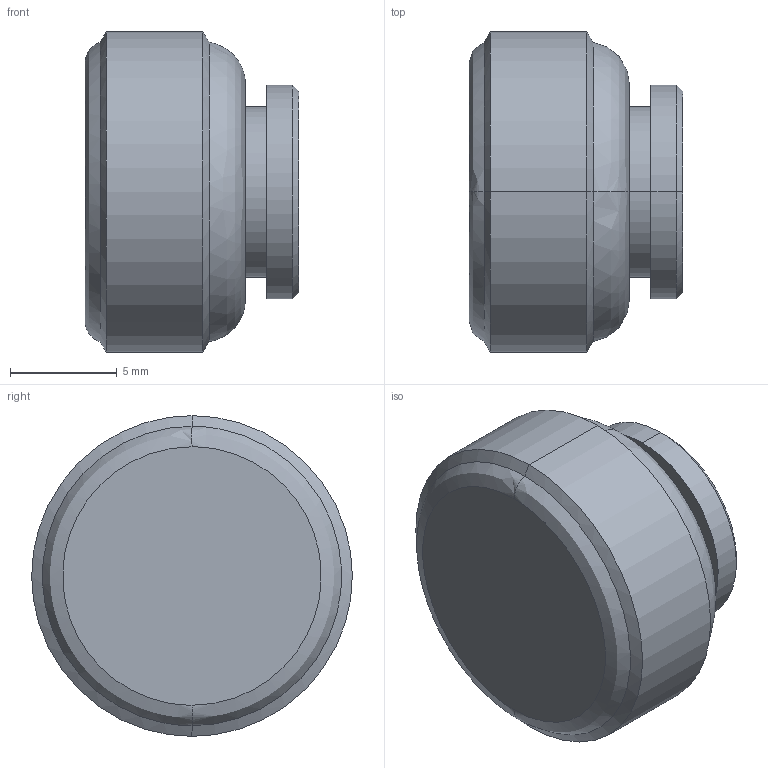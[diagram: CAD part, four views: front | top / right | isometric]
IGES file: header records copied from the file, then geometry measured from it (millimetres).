
Start section: ------------------------------------------------------------------------
Global section: file name: PC3955.25140.THA_340SUS_15_5_T_25831.igs; native system: spGate; preprocessor: ver20.6.3 (****-****-****-****); author: Unknown; organization: Unknown; date: 251203.091345; units: millimetre
Bounding box: 10 x 15 x 15 mm (x, y, z)
Volume: 1253.3 mm3; surface area: 847.7 mm2
Topology: 1 solids, 1 shells, 30 faces, 60 edges, 33 vertices
Faces by surface type: bspline 30
